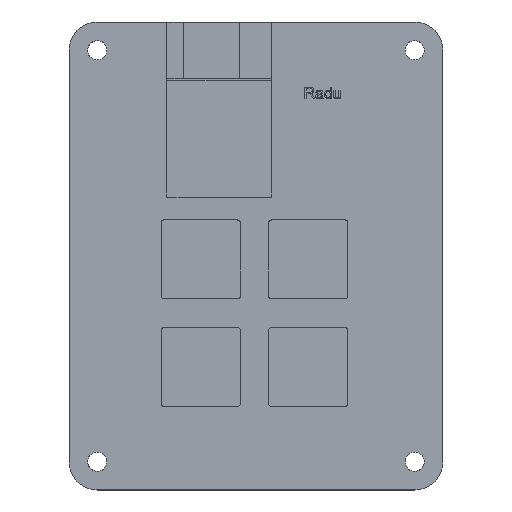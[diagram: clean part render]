
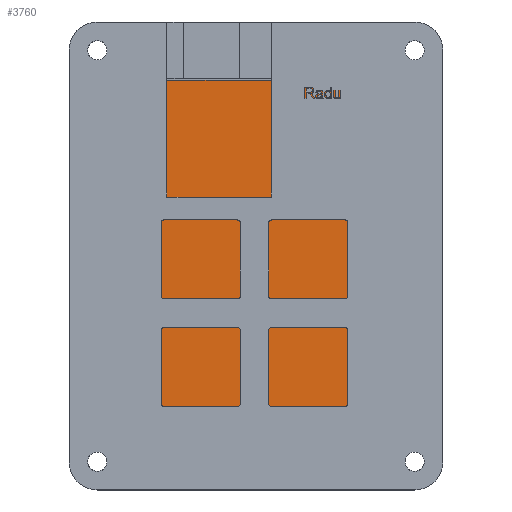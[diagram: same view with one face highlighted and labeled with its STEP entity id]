
A CAD part, top view. The second image highlights one B-rep face of the part: STEP entity #3760.
In plain terms, the highlighted planar face has unit normal (0, 0, 1).
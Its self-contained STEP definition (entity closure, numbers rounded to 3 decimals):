
#400=PLANE('',#3998);
#597=FACE_OUTER_BOUND('',#830,.T.);
#830=EDGE_LOOP('',(#3521,#3522,#3523,#3524));
#1139=LINE('',#7123,#1456);
#1142=LINE('',#7129,#1459);
#1145=LINE('',#7135,#1462);
#1148=LINE('',#7139,#1465);
#1456=VECTOR('',#4697,10.);
#1459=VECTOR('',#4702,10.);
#1462=VECTOR('',#4707,10.);
#1465=VECTOR('',#4712,10.);
#1894=VERTEX_POINT('',#7120);
#1895=VERTEX_POINT('',#7122);
#1897=VERTEX_POINT('',#7128);
#1899=VERTEX_POINT('',#7134);
#2433=EDGE_CURVE('',#1895,#1894,#1139,.T.);
#2436=EDGE_CURVE('',#1897,#1895,#1142,.T.);
#2439=EDGE_CURVE('',#1899,#1897,#1145,.T.);
#2442=EDGE_CURVE('',#1894,#1899,#1148,.T.);
#3521=ORIENTED_EDGE('',*,*,#2442,.T.);
#3522=ORIENTED_EDGE('',*,*,#2439,.T.);
#3523=ORIENTED_EDGE('',*,*,#2436,.T.);
#3524=ORIENTED_EDGE('',*,*,#2433,.T.);
#3760=ADVANCED_FACE('',(#597),#400,.T.);
#3998=AXIS2_PLACEMENT_3D('',#7140,#4713,#4714);
#4697=DIRECTION('',(-1.,0.,0.));
#4702=DIRECTION('',(0.,1.,0.));
#4707=DIRECTION('',(1.,0.,0.));
#4712=DIRECTION('',(0.,-1.,0.));
#4713=DIRECTION('center_axis',(0.,0.,1.));
#4714=DIRECTION('ref_axis',(1.,0.,0.));
#7120=CARTESIAN_POINT('',(10.801,69.272,8.6));
#7122=CARTESIAN_POINT('',(56.045,69.272,8.6));
#7123=CARTESIAN_POINT('',(56.045,69.272,8.6));
#7128=CARTESIAN_POINT('',(56.045,7.359,8.6));
#7129=CARTESIAN_POINT('',(56.045,7.359,8.6));
#7134=CARTESIAN_POINT('',(10.801,7.359,8.6));
#7135=CARTESIAN_POINT('',(10.801,7.359,8.6));
#7139=CARTESIAN_POINT('',(10.801,69.272,8.6));
#7140=CARTESIAN_POINT('Origin',(33.423,38.316,8.6));
